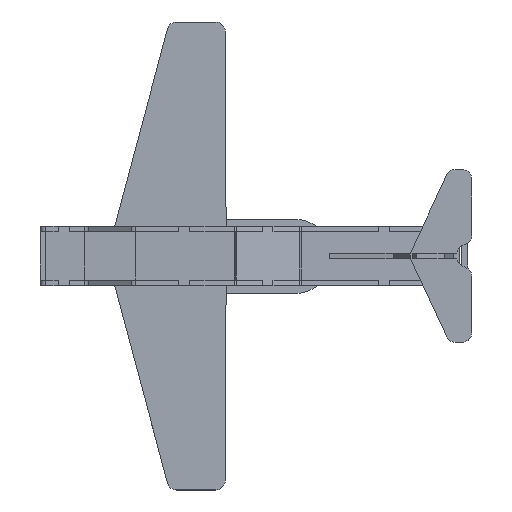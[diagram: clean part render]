
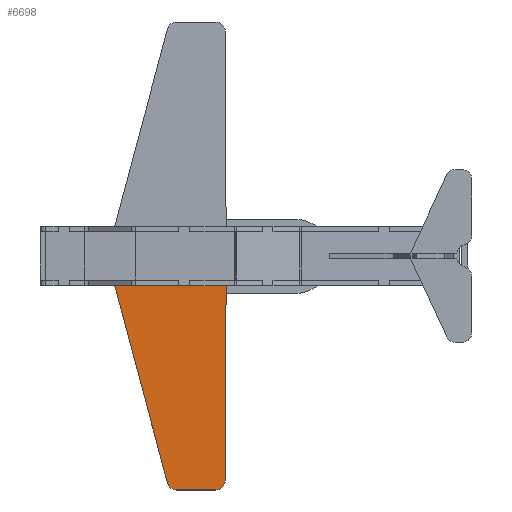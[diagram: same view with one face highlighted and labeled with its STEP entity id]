
A CAD part, top view. The second image highlights one B-rep face of the part: STEP entity #6698.
In plain terms, the highlighted planar face has unit normal (0, 0, 1).
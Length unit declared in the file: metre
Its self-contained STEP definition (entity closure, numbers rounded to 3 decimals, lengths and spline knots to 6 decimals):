
#118=CIRCLE('',#7320,0.005);
#119=CIRCLE('',#7321,0.005);
#1760=ORIENTED_EDGE('',*,*,#2889,.T.);
#1761=ORIENTED_EDGE('',*,*,#2894,.T.);
#1762=ORIENTED_EDGE('',*,*,#2891,.T.);
#1763=ORIENTED_EDGE('',*,*,#2870,.F.);
#1764=ORIENTED_EDGE('',*,*,#2874,.F.);
#1765=ORIENTED_EDGE('',*,*,#2877,.T.);
#1766=ORIENTED_EDGE('',*,*,#2880,.T.);
#1767=ORIENTED_EDGE('',*,*,#2883,.F.);
#1768=ORIENTED_EDGE('',*,*,#2886,.T.);
#1769=ORIENTED_EDGE('',*,*,#2895,.T.);
#2870=EDGE_CURVE('',#3567,#3568,#4379,.T.);
#2874=EDGE_CURVE('',#3570,#3567,#4383,.T.);
#2877=EDGE_CURVE('',#3570,#3572,#4386,.T.);
#2880=EDGE_CURVE('',#3572,#3574,#4389,.T.);
#2883=EDGE_CURVE('',#3576,#3574,#4392,.T.);
#2886=EDGE_CURVE('',#3576,#3578,#4395,.T.);
#2889=EDGE_CURVE('',#3582,#3581,#4398,.T.);
#2891=EDGE_CURVE('',#3583,#3568,#4400,.T.);
#2894=EDGE_CURVE('',#3581,#3583,#118,.T.);
#2895=EDGE_CURVE('',#3578,#3582,#119,.T.);
#3567=VERTEX_POINT('',#10772);
#3568=VERTEX_POINT('',#10774);
#3570=VERTEX_POINT('',#10780);
#3572=VERTEX_POINT('',#10786);
#3574=VERTEX_POINT('',#10792);
#3576=VERTEX_POINT('',#10798);
#3578=VERTEX_POINT('',#10804);
#3581=VERTEX_POINT('',#10811);
#3582=VERTEX_POINT('',#10813);
#3583=VERTEX_POINT('',#10817);
#4379=LINE('',#10773,#5222);
#4383=LINE('',#10781,#5226);
#4386=LINE('',#10787,#5229);
#4389=LINE('',#10793,#5232);
#4392=LINE('',#10799,#5235);
#4395=LINE('',#10805,#5238);
#4398=LINE('',#10812,#5241);
#4400=LINE('',#10816,#5243);
#5222=VECTOR('',#8838,1.);
#5226=VECTOR('',#8844,1.);
#5229=VECTOR('',#8849,1.);
#5232=VECTOR('',#8854,1.);
#5235=VECTOR('',#8859,1.);
#5238=VECTOR('',#8864,1.);
#5241=VECTOR('',#8869,1.);
#5243=VECTOR('',#8873,1.);
#5683=EDGE_LOOP('',(#1760,#1761,#1762,#1763,#1764,#1765,#1766,#1767,#1768,
#1769));
#6054=FACE_BOUND('',#5683,.T.);
#6365=PLANE('',#7319);
#6698=ADVANCED_FACE('',(#6054),#6365,.T.);
#7319=AXIS2_PLACEMENT_3D('',#10821,#8876,#8877);
#7320=AXIS2_PLACEMENT_3D('',#10822,#8878,#8879);
#7321=AXIS2_PLACEMENT_3D('',#10823,#8880,#8881);
#8838=DIRECTION('',(1.,0.,0.));
#8844=DIRECTION('',(0.,-1.,0.));
#8849=DIRECTION('',(-1.,0.,0.));
#8854=DIRECTION('',(0.,-1.,0.));
#8859=DIRECTION('',(1.,0.,0.));
#8864=DIRECTION('',(0.259,-0.966,0.));
#8869=DIRECTION('',(1.,0.,0.));
#8873=DIRECTION('',(0.005,1.,0.));
#8876=DIRECTION('',(0.,0.,1.));
#8877=DIRECTION('',(1.,0.,0.));
#8878=DIRECTION('',(0.,0.,1.));
#8879=DIRECTION('',(1.,0.,0.));
#8880=DIRECTION('',(0.,0.,1.));
#8881=DIRECTION('',(1.,0.,0.));
#10772=CARTESIAN_POINT('',(-0.014399,-0.003,0.013));
#10773=CARTESIAN_POINT('',(-0.000899,-0.003,0.013));
#10774=CARTESIAN_POINT('',(0.012601,-0.003,0.013));
#10780=CARTESIAN_POINT('',(-0.014399,0.,0.013));
#10781=CARTESIAN_POINT('',(-0.014399,-0.0015,0.013));
#10786=CARTESIAN_POINT('',(-0.020399,0.,0.013));
#10787=CARTESIAN_POINT('',(-0.017399,0.,0.013));
#10792=CARTESIAN_POINT('',(-0.020399,-0.003,0.013));
#10793=CARTESIAN_POINT('',(-0.020399,-0.0015,0.013));
#10798=CARTESIAN_POINT('',(-0.047399,-0.003,0.013));
#10799=CARTESIAN_POINT('',(-0.033899,-0.003,0.013));
#10804=CARTESIAN_POINT('',(-0.018918,-0.109294,0.013));
#10805=CARTESIAN_POINT('',(-0.032662,-0.058,0.013));
#10811=CARTESIAN_POINT('',(0.007099,-0.113,0.013));
#10812=CARTESIAN_POINT('',(-0.002925,-0.113,0.013));
#10813=CARTESIAN_POINT('',(-0.014088,-0.113,0.013));
#10816=CARTESIAN_POINT('',(0.012338,-0.058,0.013));
#10817=CARTESIAN_POINT('',(0.012099,-0.108024,0.013));
#10821=CARTESIAN_POINT('',(-0.037399,-0.0565,0.013));
#10822=CARTESIAN_POINT('',(0.007099,-0.108,0.013));
#10823=CARTESIAN_POINT('',(-0.014088,-0.108,0.013));
